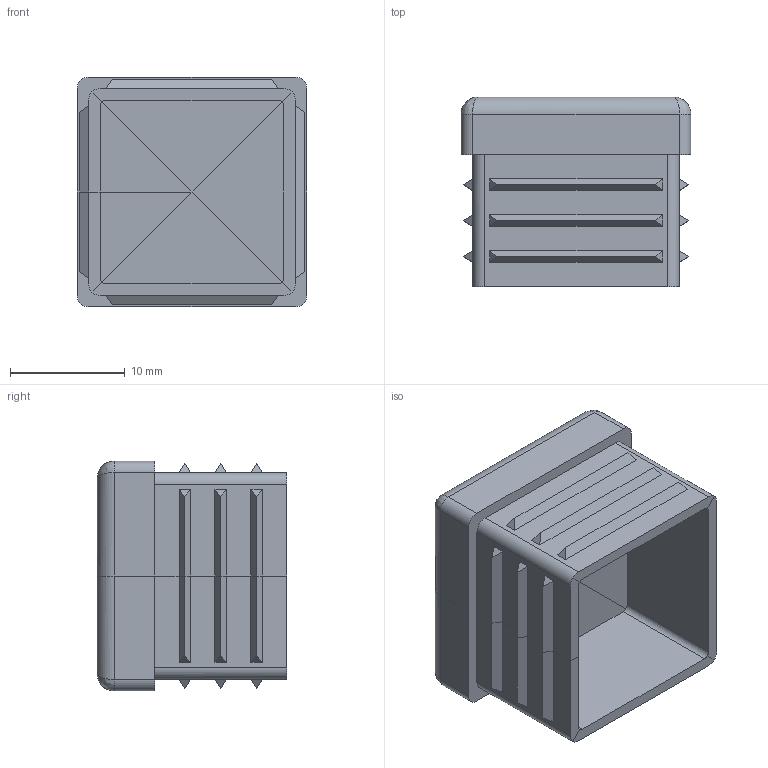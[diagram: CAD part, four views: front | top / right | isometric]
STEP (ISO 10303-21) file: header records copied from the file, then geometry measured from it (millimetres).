
FILE_DESCRIPTION (( 'STEP AP203' ), '1' );
FILE_NAME ('3D_GV1709_20x20x1_188686110.STEP', '2024-10-03T09:22:03', ( '' ), ( '' ), 'SwSTEP 2.0', 'SolidWorks 2024', '' );
FILE_SCHEMA (( 'CONFIG_CONTROL_DESIGN' ));
Length unit declared in the file: millimetre
Products named in the file (1): 3D_GV1709_20x20x1_188686110
Bounding box: 20 x 16.5 x 20 mm (x, y, z)
Volume: 3181.4 mm3; surface area: 2733.1 mm2
Topology: 1 solids, 1 shells, 106 faces, 252 edges, 154 vertices
Faces by surface type: plane 85, cylinder 17, bspline 4
Entity records: 3182 total; most frequent: CARTESIAN_POINT 697, ORIENTED_EDGE 496, DIRECTION 483, EDGE_CURVE 248, VECTOR 203, LINE 203, VERTEX_POINT 154, AXIS2_PLACEMENT_3D 140
